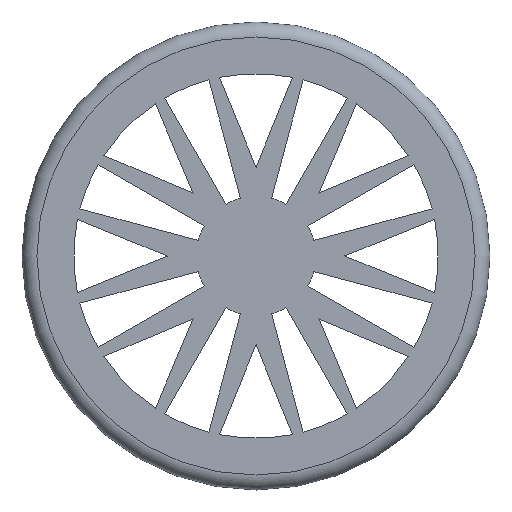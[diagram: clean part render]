
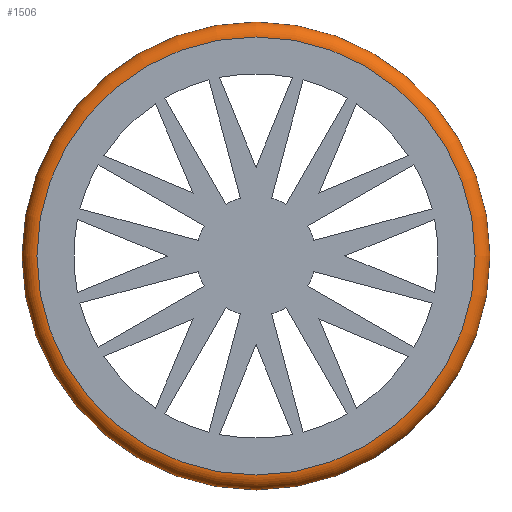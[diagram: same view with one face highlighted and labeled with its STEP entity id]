
A CAD part, left-side view. The second image highlights one B-rep face of the part: STEP entity #1506.
In plain terms, the highlighted toroidal (fillet/blend) face has major radius 20.125 mm and minor radius 1.375 mm.
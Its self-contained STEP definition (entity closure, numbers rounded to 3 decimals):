
#26=TOROIDAL_SURFACE('',#1659,20.125,1.375);
#122=CIRCLE('',#1660,1.375);
#123=CIRCLE('',#1661,18.75);
#215=FACE_OUTER_BOUND('',#310,.T.);
#310=EDGE_LOOP('',(#1392,#1393,#1394,#1395));
#747=VERTEX_POINT('',#2525);
#962=EDGE_CURVE('',#747,#747,#122,.T.);
#963=EDGE_CURVE('',#747,#747,#123,.T.);
#1392=ORIENTED_EDGE('',*,*,#962,.T.);
#1393=ORIENTED_EDGE('',*,*,#963,.T.);
#1394=ORIENTED_EDGE('',*,*,#962,.F.);
#1395=ORIENTED_EDGE('',*,*,#963,.F.);
#1506=ADVANCED_FACE('',(#215),#26,.T.);
#1659=AXIS2_PLACEMENT_3D('',#2524,#2087,#2088);
#1660=AXIS2_PLACEMENT_3D('',#2526,#2089,#2090);
#1661=AXIS2_PLACEMENT_3D('',#2527,#2091,#2092);
#2087=DIRECTION('center_axis',(1.,0.,0.));
#2088=DIRECTION('ref_axis',(0.,0.,1.));
#2089=DIRECTION('center_axis',(0.,1.,0.));
#2090=DIRECTION('ref_axis',(0.,0.,-1.));
#2091=DIRECTION('center_axis',(1.,0.,0.));
#2092=DIRECTION('ref_axis',(0.,0.,1.));
#2524=CARTESIAN_POINT('Origin',(-52.521,0.,21.5));
#2525=CARTESIAN_POINT('',(-52.521,0.,2.75));
#2526=CARTESIAN_POINT('Origin',(-52.521,0.,
1.375));
#2527=CARTESIAN_POINT('Origin',(-52.521,0.,21.5));
